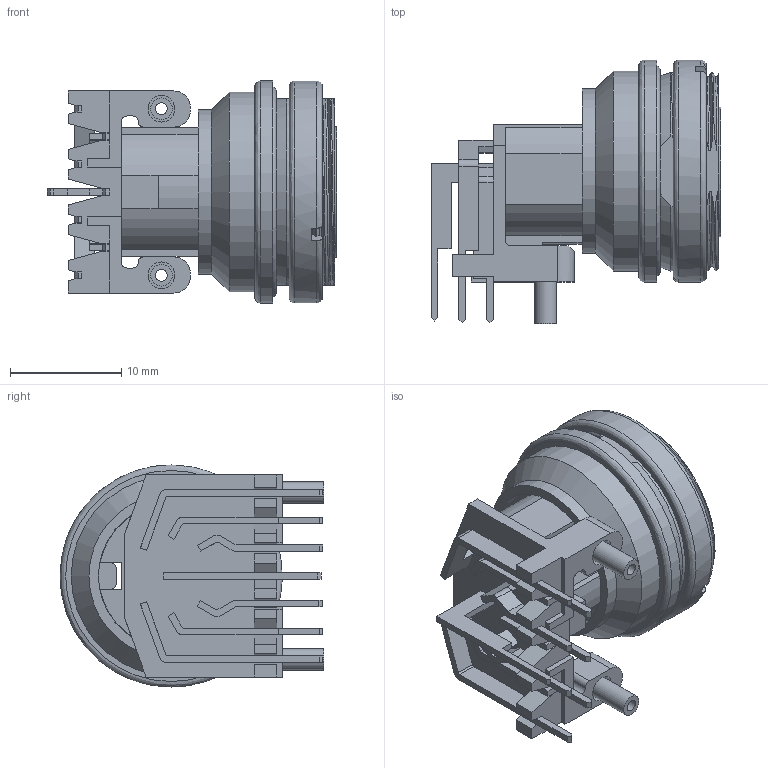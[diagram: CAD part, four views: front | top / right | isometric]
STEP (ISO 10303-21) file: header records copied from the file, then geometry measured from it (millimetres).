
FILE_DESCRIPTION(/* description */ (''),/* implementation_level */ '2;1');
FILE_NAME(/* name */ 'c091 51g008 100 2 unxc001-01.stp',/* time_stamp */ '2019-06-12T16:14:31+02:00',/* author */ (''),/* organization */ (''),/* preprocessor_version */ 'ST-DEVELOPER v16.7',/* originating_system */ 'SIEMENS PLM Software NX 12.0',/* authorisation */ '');
FILE_SCHEMA (('AUTOMOTIVE_DESIGN { 1 0 10303 214 3 1 1 1 }'));
Length unit declared in the file: millimetre
Products named in the file (1): c091 51g008 100 2 unxc001-01
Bounding box: 26.1 x 23.75 x 20 mm (x, y, z)
Volume: 3881.6 mm3; surface area: 4257.1 mm2
Topology: 1 solids, 1 shells, 442 faces, 1306 edges, 862 vertices
Faces by surface type: plane 284, cylinder 104, bspline 41, cone 10, torus 3
Full cylindrical faces by diameter (mm): 1.05 x2, 1.95 x2, 2.4 x2, 14.7 x1, 14.8 x1, 15.3 x1, 17.3 x1, 18 x1, 18.3 x1, 19.2 x1, 20 x2
Entity records: 23430 total; most frequent: CARTESIAN_POINT 10919, ORIENTED_EDGE 2548, DIRECTION 2053, EDGE_CURVE 1274, LINE 869, VECTOR 869, VERTEX_POINT 855, AXIS2_PLACEMENT_3D 592
